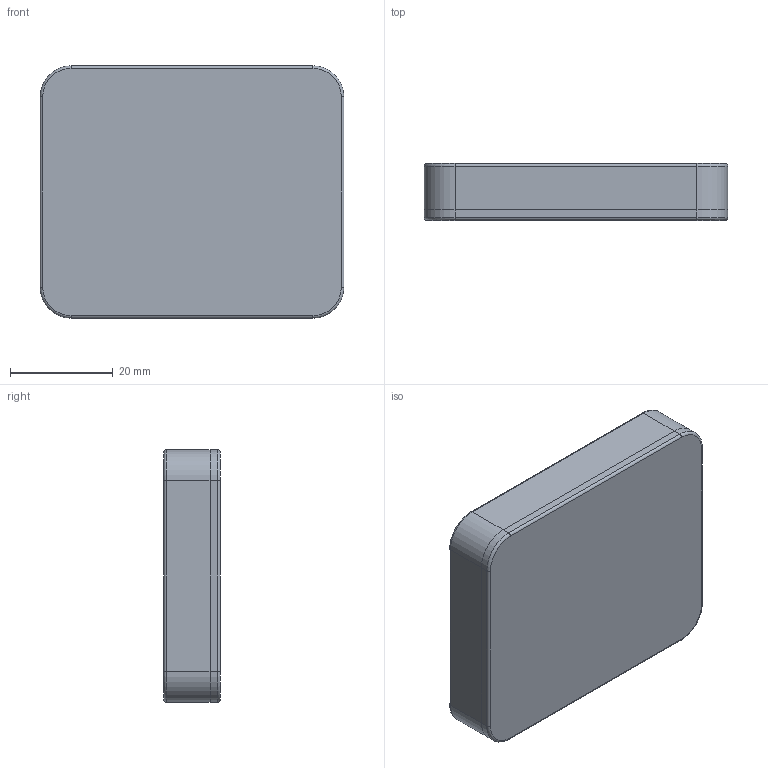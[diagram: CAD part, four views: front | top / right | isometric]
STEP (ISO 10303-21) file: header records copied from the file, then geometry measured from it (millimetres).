
FILE_DESCRIPTION(/* description */ (''),/* implementation_level */ '2;1');
FILE_NAME(/* name */ 'risk-logger-bottom-enclosure-v51.step',/* time_stamp */ '2024-03-21T16:35:30+02:00',/* author */ (''),/* organization */ (''),/* preprocessor_version */ 'ST-DEVELOPER v20',/* originating_system */ 'Autodesk Translation Framework v12.14.0.127',/* authorisation */ '');
FILE_SCHEMA (('AUTOMOTIVE_DESIGN { 1 0 10303 214 3 1 1 }'));
Length unit declared in the file: millimetre
Products named in the file (1): risk-logger-bottom-enclosure
Bounding box: 59 x 11 x 49 mm (x, y, z)
Volume: 9978.7 mm3; surface area: 11162.1 mm2
Topology: 5 solids, 5 shells, 87 faces, 208 edges, 130 vertices
Faces by surface type: plane 38, cylinder 31, torus 14, sphere 4
Entity records: 2543 total; most frequent: DIRECTION 464, CARTESIAN_POINT 432, ORIENTED_EDGE 408, EDGE_CURVE 204, AXIS2_PLACEMENT_3D 174, VERTEX_POINT 130, LINE 116, VECTOR 116
